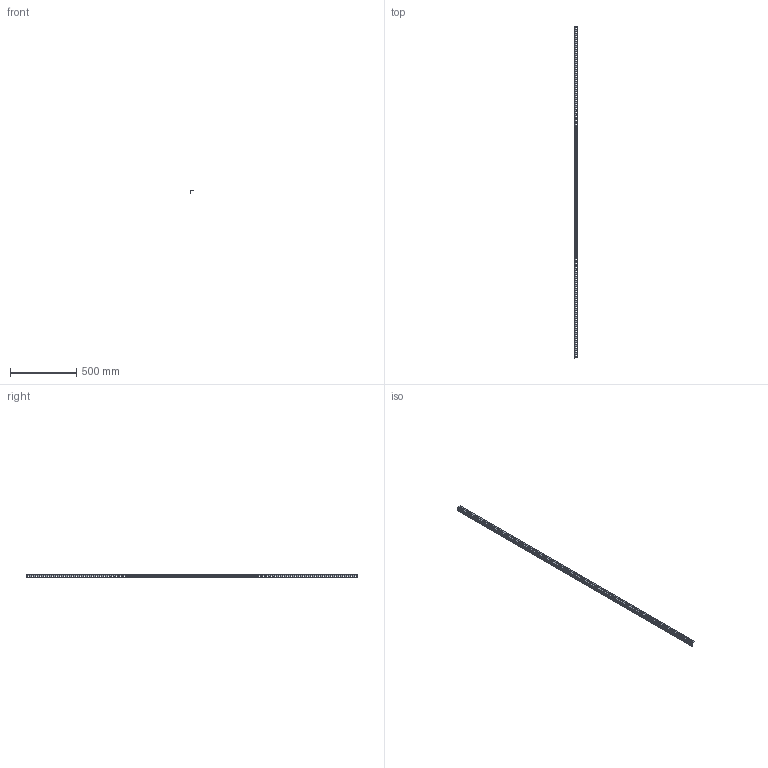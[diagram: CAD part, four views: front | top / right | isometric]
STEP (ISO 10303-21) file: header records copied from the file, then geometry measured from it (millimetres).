
FILE_DESCRIPTION (( 'STEP AP203' ), '1' );
FILE_NAME ('CLP1L-030-030 Ïðîôèëü ïåðôîðèðîâàííûé L-îáðàçíûé.STEP', '2016-03-25T06:15:05', ( '' ), ( '' ), 'SwSTEP 2.0', 'SolidWorks 2014', '' );
FILE_SCHEMA (( 'CONFIG_CONTROL_DESIGN' ));
Length unit declared in the file: millimetre
Products named in the file (1): CLP1L-030-030 Ïðîôèëü ïåðôîðèðîâàííûé L-îáðàçíûé
Bounding box: 30 x 2500 x 30 mm (x, y, z)
Volume: 236011.1 mm3; surface area: 262934.2 mm2
Topology: 1 solids, 1 shells, 676 faces, 2018 edges, 1344 vertices
Faces by surface type: plane 344, cylinder 332
Entity records: 23635 total; most frequent: CARTESIAN_POINT 4039, ORIENTED_EDGE 4036, DIRECTION 4036, EDGE_CURVE 2018, LINE 1354, VECTOR 1354, VERTEX_POINT 1344, AXIS2_PLACEMENT_3D 1341
